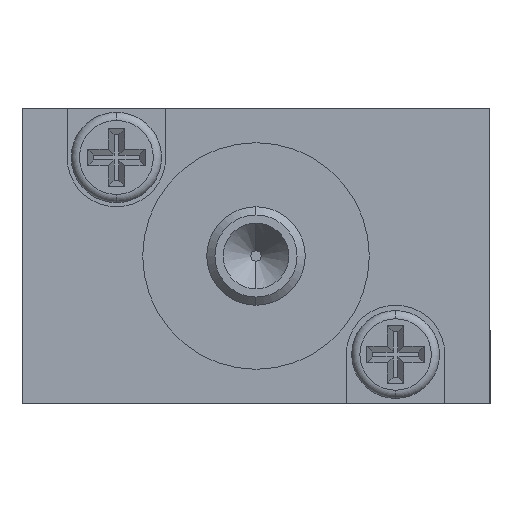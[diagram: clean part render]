
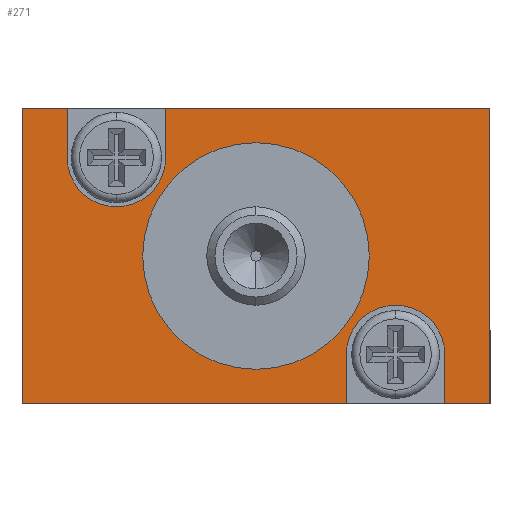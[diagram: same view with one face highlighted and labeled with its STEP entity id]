
A CAD part, left-side view. The second image highlights one B-rep face of the part: STEP entity #271.
In plain terms, the highlighted face is planar.
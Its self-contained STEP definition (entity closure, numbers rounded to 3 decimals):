
#271 = ADVANCED_FACE ( 'NONE', ( #1137, #1138 ), #3887, .T. ) ;
#299 = VERTEX_POINT ( 'NONE', #3839 ) ;
#300 = VERTEX_POINT ( 'NONE', #3838 ) ;
#366 = VERTEX_POINT ( 'NONE', #3793 ) ;
#368 = VERTEX_POINT ( 'NONE', #3783 ) ;
#392 = VERTEX_POINT ( 'NONE', #3827 ) ;
#498 = VERTEX_POINT ( 'NONE', #3789 ) ;
#500 = VERTEX_POINT ( 'NONE', #3787 ) ;
#519 = VERTEX_POINT ( 'NONE', #3782 ) ;
#601 = VERTEX_POINT ( 'NONE', #3137 ) ;
#637 = VERTEX_POINT ( 'NONE', #3354 ) ;
#649 = VERTEX_POINT ( 'NONE', #3345 ) ;
#676 = VERTEX_POINT ( 'NONE', #3328 ) ;
#731 = VERTEX_POINT ( 'NONE', #3298 ) ;
#800 = VERTEX_POINT ( 'NONE', #3248 ) ;
#815 = VERTEX_POINT ( 'NONE', #3240 ) ;
#852 = EDGE_LOOP ( 'NONE', ( #4158, #4157 ) ) ;
#1137 = FACE_OUTER_BOUND ( 'NONE', #2966, .T. ) ;
#1138 = FACE_BOUND ( 'NONE', #852, .T. ) ;
#1439 = DIRECTION ( 'NONE',  ( 1., 0., 0. ) ) ;
#1441 = DIRECTION ( 'NONE',  ( 0., 0., 1. ) ) ;
#1445 = CARTESIAN_POINT ( 'NONE',  ( -6., -8.5, 13.5 ) ) ;
#1621 = AXIS2_PLACEMENT_3D ( 'NONE', #3886, #3885, #3884 ) ;
#1843 = ORIENTED_EDGE ( 'NONE', *, *, #3595, .T. ) ;
#1848 = ORIENTED_EDGE ( 'NONE', *, *, #3594, .T. ) ;
#1866 = ORIENTED_EDGE ( 'NONE', *, *, #3596, .F. ) ;
#1956 = DIRECTION ( 'NONE',  ( 1., 0., 0. ) ) ;
#1957 = DIRECTION ( 'NONE',  ( 0., 0., 1. ) ) ;
#1958 = CARTESIAN_POINT ( 'NONE',  ( 0., 0., 13.5 ) ) ;
#2047 = DIRECTION ( 'NONE',  ( -1., 0., 0. ) ) ;
#2049 = CARTESIAN_POINT ( 'NONE',  ( 6., 11.5, 13.5 ) ) ;
#2051 = DIRECTION ( 'NONE',  ( 0., 1., 0. ) ) ;
#2052 = CARTESIAN_POINT ( 'NONE',  ( 9., 14.25, 13.5 ) ) ;
#2053 = DIRECTION ( 'NONE',  ( -1., 0., 0. ) ) ;
#2055 = CARTESIAN_POINT ( 'NONE',  ( -9., 14.25, 13.5 ) ) ;
#2057 = DIRECTION ( 'NONE',  ( 0., -1., 0. ) ) ;
#2058 = CARTESIAN_POINT ( 'NONE',  ( -9., 14.25, 13.5 ) ) ;
#2059 = DIRECTION ( 'NONE',  ( -1., 0., 0. ) ) ;
#2060 = CARTESIAN_POINT ( 'NONE',  ( -6., -5.5, 13.5 ) ) ;
#2061 = DIRECTION ( 'NONE',  ( 1., 0., 0. ) ) ;
#2062 = DIRECTION ( 'NONE',  ( 0., 0., 1. ) ) ;
#2063 = CARTESIAN_POINT ( 'NONE',  ( -6., -8.5, 13.5 ) ) ;
#2064 = DIRECTION ( 'NONE',  ( 1., 0., 0. ) ) ;
#2065 = CARTESIAN_POINT ( 'NONE',  ( -6., -11.5, 13.5 ) ) ;
#2067 = DIRECTION ( 'NONE',  ( 0., -1., 0. ) ) ;
#2068 = CARTESIAN_POINT ( 'NONE',  ( -9., 14.25, 13.5 ) ) ;
#2070 = DIRECTION ( 'NONE',  ( 1., 0., 0. ) ) ;
#2071 = CARTESIAN_POINT ( 'NONE',  ( -9., -14.25, 13.5 ) ) ;
#2074 = DIRECTION ( 'NONE',  ( 0., 1., 0. ) ) ;
#2075 = CARTESIAN_POINT ( 'NONE',  ( 9., 14.25, 13.5 ) ) ;
#2076 = DIRECTION ( 'NONE',  ( 1., 0., 0. ) ) ;
#2077 = CARTESIAN_POINT ( 'NONE',  ( 6., 5.5, 13.5 ) ) ;
#2078 = DIRECTION ( 'NONE',  ( 1., 0., 0. ) ) ;
#2079 = DIRECTION ( 'NONE',  ( 0., 0., 1. ) ) ;
#2080 = CARTESIAN_POINT ( 'NONE',  ( 6., 8.5, 13.5 ) ) ;
#2081 = DIRECTION ( 'NONE',  ( 1., 0., 0. ) ) ;
#2082 = DIRECTION ( 'NONE',  ( 0., 0., 1. ) ) ;
#2084 = CARTESIAN_POINT ( 'NONE',  ( 0., 0., 13.5 ) ) ;
#2241 = CIRCLE ( 'NONE', #4351, 6.9 ) ;
#2242 = LINE ( 'NONE', #2077, #2244 ) ;
#2243 = CIRCLE ( 'NONE', #4352, 3. ) ;
#2244 = VECTOR ( 'NONE', #2076, 1000. ) ;
#2245 = LINE ( 'NONE', #2075, #2246 ) ;
#2246 = VECTOR ( 'NONE', #2074, 1000. ) ;
#2247 = LINE ( 'NONE', #2071, #2248 ) ;
#2248 = VECTOR ( 'NONE', #2070, 1000. ) ;
#2249 = LINE ( 'NONE', #2068, #2250 ) ;
#2250 = VECTOR ( 'NONE', #2067, 1000. ) ;
#2251 = LINE ( 'NONE', #2065, #2252 ) ;
#2252 = VECTOR ( 'NONE', #2064, 1000. ) ;
#2253 = LINE ( 'NONE', #2060, #2255 ) ;
#2254 = CIRCLE ( 'NONE', #4353, 3. ) ;
#2255 = VECTOR ( 'NONE', #2059, 1000. ) ;
#2256 = LINE ( 'NONE', #2058, #2257 ) ;
#2257 = VECTOR ( 'NONE', #2057, 1000. ) ;
#2258 = LINE ( 'NONE', #2055, #2259 ) ;
#2259 = VECTOR ( 'NONE', #2053, 1000. ) ;
#2260 = LINE ( 'NONE', #2052, #2261 ) ;
#2261 = VECTOR ( 'NONE', #2051, 1000. ) ;
#2262 = LINE ( 'NONE', #2049, #2263 ) ;
#2263 = VECTOR ( 'NONE', #2047, 1000. ) ;
#2310 = CIRCLE ( 'NONE', #4361, 6.9 ) ;
#2316 = CIRCLE ( 'NONE', #4363, 3. ) ;
#2966 = EDGE_LOOP ( 'NONE', ( #1866, #1843, #1848, #4177, #4176, #4175, #4173, #4171, #4168, #4166, #4165, #4163, #4159 ) ) ;
#3137 = CARTESIAN_POINT ( 'NONE',  ( -6., -11.5, 13.5 ) ) ;
#3240 = CARTESIAN_POINT ( 'NONE',  ( -9., -5.5, 13.5 ) ) ;
#3248 = CARTESIAN_POINT ( 'NONE',  ( -3., -8.5, 13.5 ) ) ;
#3298 = CARTESIAN_POINT ( 'NONE',  ( 6.9, 0., 13.5 ) ) ;
#3328 = CARTESIAN_POINT ( 'NONE',  ( 9., 11.5, 13.5 ) ) ;
#3345 = CARTESIAN_POINT ( 'NONE',  ( 6., 11.5, 13.5 ) ) ;
#3354 = CARTESIAN_POINT ( 'NONE',  ( 9., -14.25, 13.5 ) ) ;
#3584 = EDGE_CURVE ( 'NONE', #519, #731, #2241, .T. ) ;
#3585 = EDGE_CURVE ( 'NONE', #649, #366, #2243, .T. ) ;
#3586 = EDGE_CURVE ( 'NONE', #366, #500, #2242, .T. ) ;
#3587 = EDGE_CURVE ( 'NONE', #637, #500, #2245, .T. ) ;
#3588 = EDGE_CURVE ( 'NONE', #368, #637, #2247, .T. ) ;
#3589 = EDGE_CURVE ( 'NONE', #498, #368, #2249, .T. ) ;
#3590 = EDGE_CURVE ( 'NONE', #498, #601, #2251, .T. ) ;
#3591 = EDGE_CURVE ( 'NONE', #601, #800, #2254, .T. ) ;
#3592 = EDGE_CURVE ( 'NONE', #392, #815, #2253, .T. ) ;
#3593 = EDGE_CURVE ( 'NONE', #300, #815, #2256, .T. ) ;
#3594 = EDGE_CURVE ( 'NONE', #299, #300, #2258, .T. ) ;
#3595 = EDGE_CURVE ( 'NONE', #676, #299, #2260, .T. ) ;
#3596 = EDGE_CURVE ( 'NONE', #676, #649, #2262, .T. ) ;
#3623 = EDGE_CURVE ( 'NONE', #731, #519, #2310, .T. ) ;
#3627 = EDGE_CURVE ( 'NONE', #800, #392, #2316, .T. ) ;
#3782 = CARTESIAN_POINT ( 'NONE',  ( -6.9, 0., 13.5 ) ) ;
#3783 = CARTESIAN_POINT ( 'NONE',  ( -9., -14.25, 13.5 ) ) ;
#3787 = CARTESIAN_POINT ( 'NONE',  ( 9., 5.5, 13.5 ) ) ;
#3789 = CARTESIAN_POINT ( 'NONE',  ( -9., -11.5, 13.5 ) ) ;
#3793 = CARTESIAN_POINT ( 'NONE',  ( 6., 5.5, 13.5 ) ) ;
#3827 = CARTESIAN_POINT ( 'NONE',  ( -6., -5.5, 13.5 ) ) ;
#3838 = CARTESIAN_POINT ( 'NONE',  ( -9., 14.25, 13.5 ) ) ;
#3839 = CARTESIAN_POINT ( 'NONE',  ( 9., 14.25, 13.5 ) ) ;
#3884 = DIRECTION ( 'NONE',  ( 1., 0., 0. ) ) ;
#3885 = DIRECTION ( 'NONE',  ( 0., 0., 1. ) ) ;
#3886 = CARTESIAN_POINT ( 'NONE',  ( 9., -14.25, 13.5 ) ) ;
#3887 = PLANE ( 'NONE',  #1621 ) ;
#4157 = ORIENTED_EDGE ( 'NONE', *, *, #3623, .F. ) ;
#4158 = ORIENTED_EDGE ( 'NONE', *, *, #3584, .F. ) ;
#4159 = ORIENTED_EDGE ( 'NONE', *, *, #3585, .F. ) ;
#4163 = ORIENTED_EDGE ( 'NONE', *, *, #3586, .F. ) ;
#4165 = ORIENTED_EDGE ( 'NONE', *, *, #3587, .T. ) ;
#4166 = ORIENTED_EDGE ( 'NONE', *, *, #3588, .T. ) ;
#4168 = ORIENTED_EDGE ( 'NONE', *, *, #3589, .T. ) ;
#4171 = ORIENTED_EDGE ( 'NONE', *, *, #3590, .F. ) ;
#4173 = ORIENTED_EDGE ( 'NONE', *, *, #3591, .F. ) ;
#4175 = ORIENTED_EDGE ( 'NONE', *, *, #3627, .F. ) ;
#4176 = ORIENTED_EDGE ( 'NONE', *, *, #3592, .F. ) ;
#4177 = ORIENTED_EDGE ( 'NONE', *, *, #3593, .T. ) ;
#4351 = AXIS2_PLACEMENT_3D ( 'NONE', #2084, #2082, #2081 ) ;
#4352 = AXIS2_PLACEMENT_3D ( 'NONE', #2080, #2079, #2078 ) ;
#4353 = AXIS2_PLACEMENT_3D ( 'NONE', #2063, #2062, #2061 ) ;
#4361 = AXIS2_PLACEMENT_3D ( 'NONE', #1958, #1957, #1956 ) ;
#4363 = AXIS2_PLACEMENT_3D ( 'NONE', #1445, #1441, #1439 ) ;
